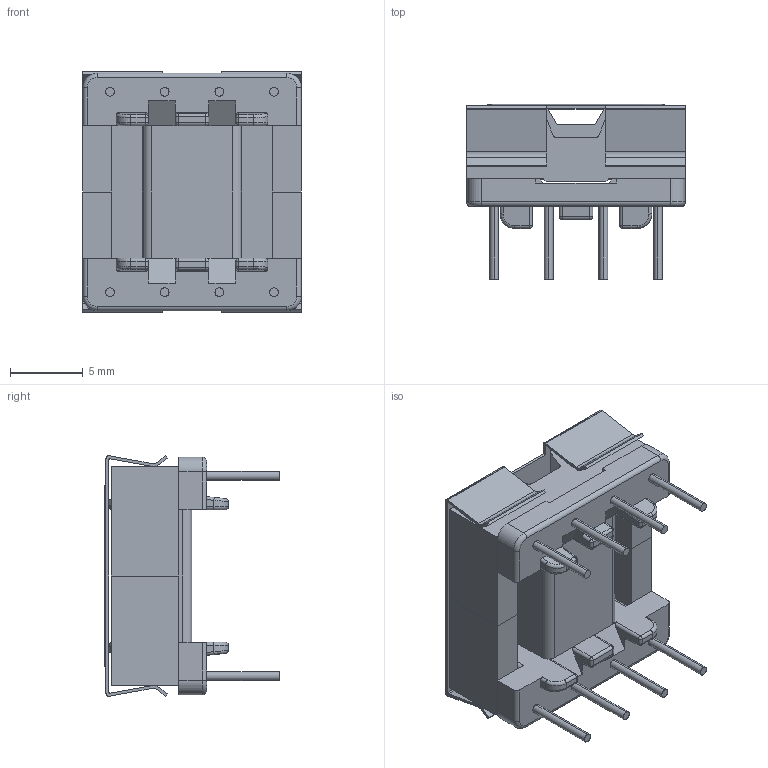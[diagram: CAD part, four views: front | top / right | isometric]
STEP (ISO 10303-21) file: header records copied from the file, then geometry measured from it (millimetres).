
FILE_DESCRIPTION (( 'STEP AP203' ), '1' );
FILE_NAME ('EFD15 TH transformer Pin Shine.STEP', '2015-04-21T22:51:55', ( '' ), ( '' ), 'SwSTEP 2.0', 'SolidWorks 2014', '' );
FILE_SCHEMA (( 'CONFIG_CONTROL_DESIGN' ));
Length unit declared in the file: millimetre
Products named in the file (4): EFD15 TH bobbin Pin Shine; EFD15 core ACME; EFD15 clip Ferroxcube; EFD15 TH transformer Pin Shine
Assembly tree (4 placements, depth 2):
  EFD15 TH transformer Pin Shine
    EFD15 TH bobbin Pin Shine
    EFD15 core ACME  x2
    EFD15 clip Ferroxcube
Bounding box: 15 x 12 x 16.5 mm (x, y, z)
Volume: 1031.2 mm3; surface area: 2462.8 mm2
Topology: 4 solids, 4 shells, 349 faces, 906 edges, 552 vertices
Faces by surface type: plane 164, cylinder 146, sphere 20, torus 15, bspline 4
Entity records: 9712 total; most frequent: CARTESIAN_POINT 1790, DIRECTION 1596, ORIENTED_EDGE 1570, EDGE_CURVE 785, AXIS2_PLACEMENT_3D 542, LINE 512, VECTOR 512, VERTEX_POINT 488
